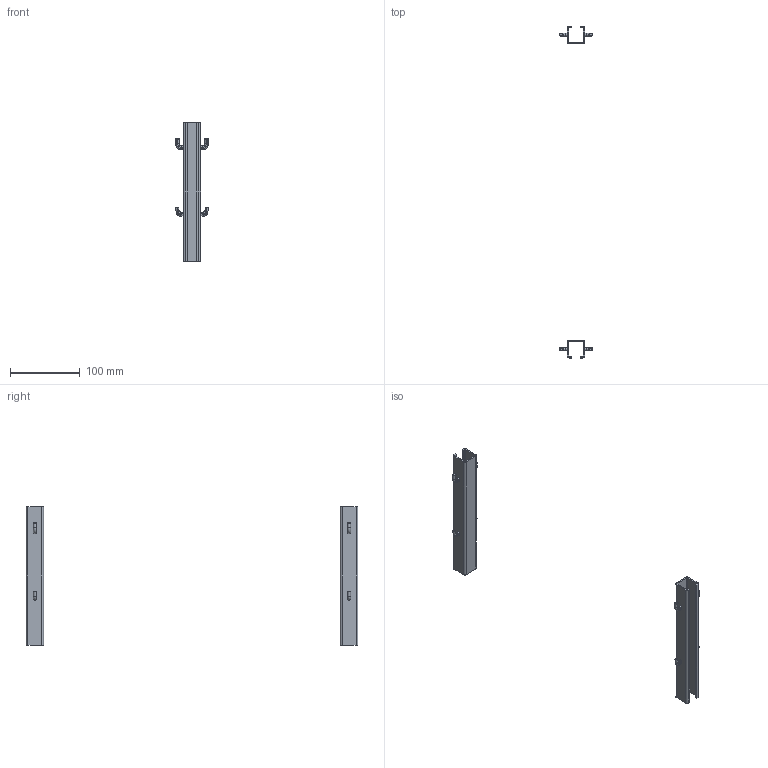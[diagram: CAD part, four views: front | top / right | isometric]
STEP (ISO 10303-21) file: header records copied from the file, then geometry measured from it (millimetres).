
FILE_DESCRIPTION(/* description */ (''),/* implementation_level */ '2;1');
FILE_NAME(/* name */ '3D_100-1282-XX.sat.ipt.stp',/* time_stamp */ '2023-03-16T16:53:32+01:00',/* author */ (''),/* organization */ (''),/* preprocessor_version */ 'ST-DEVELOPER v18.1',/* originating_system */ 'Autodesk Inventor 2021',/* authorisation */ '');
FILE_SCHEMA (('CONFIG_CONTROL_DESIGN'));
Length unit declared in the file: millimetre
Products named in the file (1): 3D_100-1282-XX.sat
Bounding box: 48 x 475 x 198 mm (x, y, z)
Volume: 62765.2 mm3; surface area: 64467.8 mm2
Topology: 2 solids, 2 shells, 148 faces, 376 edges, 240 vertices
Faces by surface type: cylinder 64, plane 52, torus 24, bspline 8
Entity records: 4849 total; most frequent: CARTESIAN_POINT 1089, DIRECTION 834, ORIENTED_EDGE 752, EDGE_CURVE 376, AXIS2_PLACEMENT_3D 317, VERTEX_POINT 240, LINE 200, VECTOR 200
